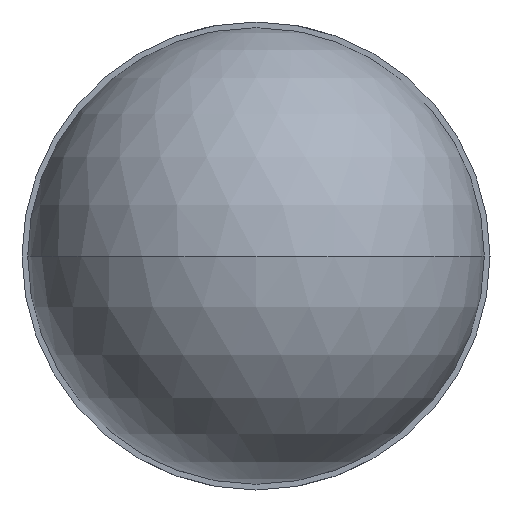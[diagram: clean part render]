
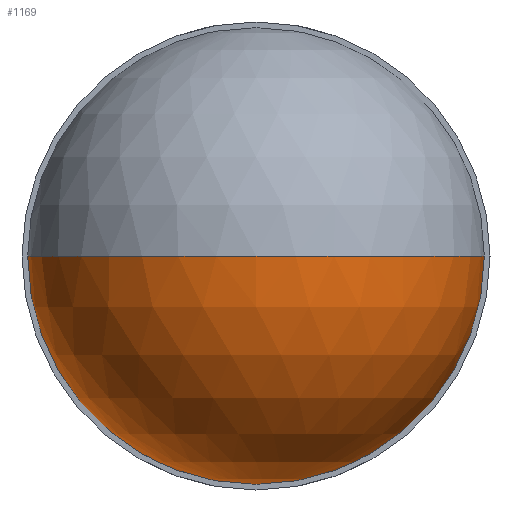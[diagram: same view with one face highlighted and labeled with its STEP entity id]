
A CAD part, left-side view. The second image highlights one B-rep face of the part: STEP entity #1169.
In plain terms, the highlighted spherical face has radius 4 mm.
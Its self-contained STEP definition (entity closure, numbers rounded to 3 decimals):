
#22 = EDGE_CURVE ( 'NONE', #741, #783, #477, .T. ) ;
#45 = VERTEX_POINT ( 'NONE', #382 ) ;
#49 = DIRECTION ( 'NONE',  ( 0., 0., -1. ) ) ;
#86 = CARTESIAN_POINT ( 'NONE',  ( 4., 4., 0. ) ) ;
#108 = FACE_OUTER_BOUND ( 'NONE', #1065, .T. ) ;
#126 = ORIENTED_EDGE ( 'NONE', *, *, #142, .T. ) ;
#142 = EDGE_CURVE ( 'NONE', #45, #741, #385, .T. ) ;
#205 = AXIS2_PLACEMENT_3D ( 'NONE', #671, #464, #930 ) ;
#210 = DIRECTION ( 'NONE',  ( 0., 0., 1. ) ) ;
#214 = AXIS2_PLACEMENT_3D ( 'NONE', #938, #49, #590 ) ;
#252 = CIRCLE ( 'NONE', #1020, 4. ) ;
#308 = ORIENTED_EDGE ( 'NONE', *, *, #968, .T. ) ;
#357 = EDGE_CURVE ( 'NONE', #959, #783, #943, .T. ) ;
#382 = CARTESIAN_POINT ( 'NONE',  ( 4., 0., -4. ) ) ;
#385 = CIRCLE ( 'NONE', #1077, 4. ) ;
#434 = DIRECTION ( 'NONE',  ( 0., 0., 1. ) ) ;
#441 = DIRECTION ( 'NONE',  ( -1., 0., 0. ) ) ;
#451 = CARTESIAN_POINT ( 'NONE',  ( 0., 0., 0. ) ) ;
#464 = DIRECTION ( 'NONE',  ( 0., 0., -1. ) ) ;
#477 = CIRCLE ( 'NONE', #205, 4. ) ;
#493 = SPHERICAL_SURFACE ( 'NONE', #214, 4. ) ;
#509 = ORIENTED_EDGE ( 'NONE', *, *, #357, .F. ) ;
#573 = DIRECTION ( 'NONE',  ( 0., 0., 1. ) ) ;
#590 = DIRECTION ( 'NONE',  ( 0., 1., 0. ) ) ;
#650 = CARTESIAN_POINT ( 'NONE',  ( 4., 0., 0. ) ) ;
#670 = DIRECTION ( 'NONE',  ( 1., 0., 0. ) ) ;
#671 = CARTESIAN_POINT ( 'NONE',  ( 4., 0., 0. ) ) ;
#741 = VERTEX_POINT ( 'NONE', #1103 ) ;
#783 = VERTEX_POINT ( 'NONE', #451 ) ;
#835 = DIRECTION ( 'NONE',  ( -1., 0., 0. ) ) ;
#924 = ORIENTED_EDGE ( 'NONE', *, *, #22, .T. ) ;
#930 = DIRECTION ( 'NONE',  ( 0., 1., 0. ) ) ;
#938 = CARTESIAN_POINT ( 'NONE',  ( 4., 0., 0. ) ) ;
#943 = CIRCLE ( 'NONE', #1135, 4. ) ;
#950 = CARTESIAN_POINT ( 'NONE',  ( 4., 0., 0. ) ) ;
#959 = VERTEX_POINT ( 'NONE', #86 ) ;
#968 = EDGE_CURVE ( 'NONE', #959, #45, #252, .T. ) ;
#988 = CARTESIAN_POINT ( 'NONE',  ( 4., 0., 0. ) ) ;
#1020 = AXIS2_PLACEMENT_3D ( 'NONE', #988, #441, #434 ) ;
#1065 = EDGE_LOOP ( 'NONE', ( #308, #126, #924, #509 ) ) ;
#1077 = AXIS2_PLACEMENT_3D ( 'NONE', #650, #835, #210 ) ;
#1103 = CARTESIAN_POINT ( 'NONE',  ( 4., -4., 0. ) ) ;
#1135 = AXIS2_PLACEMENT_3D ( 'NONE', #950, #573, #670 ) ;
#1169 = ADVANCED_FACE ( 'NONE', ( #108 ), #493, .T. ) ;
